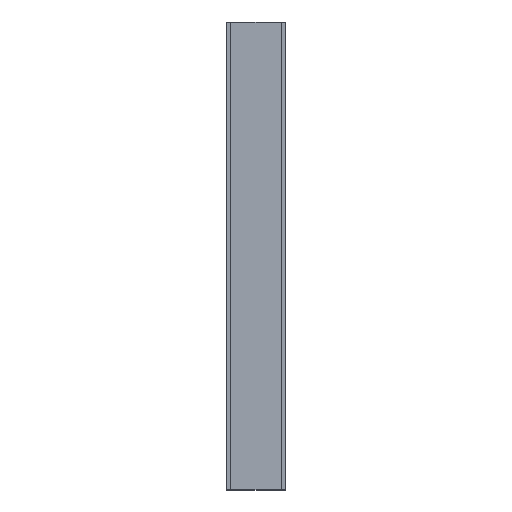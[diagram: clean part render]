
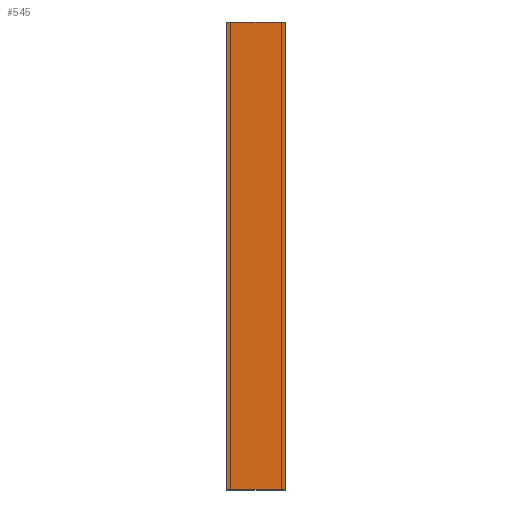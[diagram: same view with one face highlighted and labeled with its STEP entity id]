
A CAD part, left-side view. The second image highlights one B-rep face of the part: STEP entity #545.
In plain terms, the highlighted planar face has unit normal (-1, 0, 0).
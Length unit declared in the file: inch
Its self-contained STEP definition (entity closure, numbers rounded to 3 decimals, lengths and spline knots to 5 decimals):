
#59=LINE('',#916,#107);
#60=LINE('',#918,#108);
#61=LINE('',#920,#109);
#62=LINE('',#921,#110);
#107=VECTOR('',#770,39.37008);
#108=VECTOR('',#771,39.37008);
#109=VECTOR('',#772,39.37008);
#110=VECTOR('',#773,39.37008);
#141=PLANE('',#656);
#197=FACE_OUTER_BOUND('',#243,.T.);
#243=EDGE_LOOP('',(#463,#464,#465,#466));
#311=VERTEX_POINT('',#914);
#312=VERTEX_POINT('',#915);
#313=VERTEX_POINT('',#917);
#314=VERTEX_POINT('',#919);
#367=EDGE_CURVE('',#311,#312,#59,.T.);
#368=EDGE_CURVE('',#312,#313,#60,.T.);
#369=EDGE_CURVE('',#313,#314,#61,.T.);
#370=EDGE_CURVE('',#314,#311,#62,.T.);
#463=ORIENTED_EDGE('',*,*,#367,.T.);
#464=ORIENTED_EDGE('',*,*,#368,.T.);
#465=ORIENTED_EDGE('',*,*,#369,.T.);
#466=ORIENTED_EDGE('',*,*,#370,.T.);
#545=ADVANCED_FACE('',(#197),#141,.T.);
#656=AXIS2_PLACEMENT_3D('',#913,#768,#769);
#768=DIRECTION('center_axis',(-1.,0.,0.));
#769=DIRECTION('ref_axis',(0.,0.,1.));
#770=DIRECTION('',(0.,1.,0.));
#771=DIRECTION('',(0.,0.,-1.));
#772=DIRECTION('',(0.,-1.,0.));
#773=DIRECTION('',(0.,0.,1.));
#913=CARTESIAN_POINT('Origin',(-24.,6.125,0.875));
#914=CARTESIAN_POINT('',(-24.,-0.875,1.75));
#915=CARTESIAN_POINT('',(-24.,13.125,1.75));
#916=CARTESIAN_POINT('',(-24.,6.125,1.75));
#917=CARTESIAN_POINT('',(-24.,13.125,0.));
#918=CARTESIAN_POINT('',(-24.,13.125,0.875));
#919=CARTESIAN_POINT('',(-24.,-0.875,0.));
#920=CARTESIAN_POINT('',(-24.,6.125,0.));
#921=CARTESIAN_POINT('',(-24.,-0.875,0.875));
